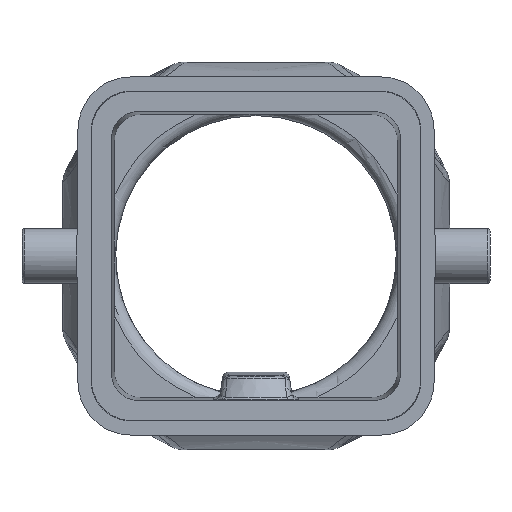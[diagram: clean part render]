
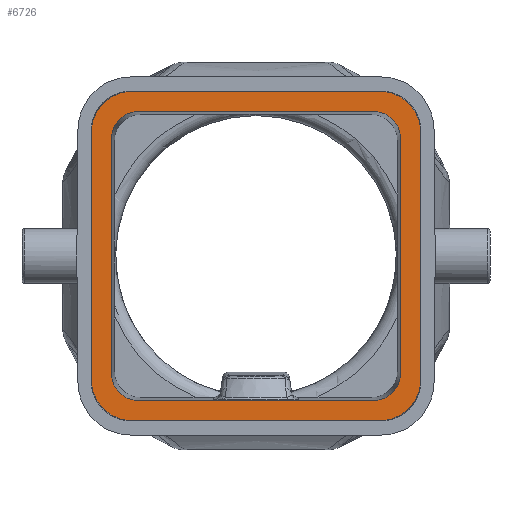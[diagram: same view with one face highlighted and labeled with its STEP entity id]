
A CAD part, left-side view. The second image highlights one B-rep face of the part: STEP entity #6726.
In plain terms, the highlighted planar face has unit normal (-1, 0, 0).
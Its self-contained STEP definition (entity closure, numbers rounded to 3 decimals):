
#77=DIRECTION('',(0.,1.,0.));
#78=VECTOR('',#77,17.6);
#79=CARTESIAN_POINT('',(3.8,-8.8,10.8));
#80=LINE('',#79,#78);
#81=DIRECTION('',(0.,0.,-1.));
#82=VECTOR('',#81,17.6);
#83=CARTESIAN_POINT('',(3.8,10.8,8.8));
#84=LINE('',#83,#82);
#85=DIRECTION('',(0.,-1.,0.));
#86=VECTOR('',#85,17.6);
#87=CARTESIAN_POINT('',(3.8,8.8,-10.8));
#88=LINE('',#87,#86);
#89=DIRECTION('',(0.,0.,1.));
#90=VECTOR('',#89,17.6);
#91=CARTESIAN_POINT('',(3.8,-10.8,-8.8));
#92=LINE('',#91,#90);
#93=CARTESIAN_POINT('',(3.8,12.3,-9.3));
#94=CARTESIAN_POINT('',(3.8,12.3,-9.8));
#95=CARTESIAN_POINT('',(3.8,12.083,-10.583));
#96=CARTESIAN_POINT('',(3.8,11.466,-11.466));
#97=CARTESIAN_POINT('',(3.8,10.583,-12.083));
#98=CARTESIAN_POINT('',(3.8,9.8,-12.3));
#99=CARTESIAN_POINT('',(3.8,9.3,-12.3));
#101=DIRECTION('',(0.,0.,-1.));
#102=VECTOR('',#101,18.6);
#103=CARTESIAN_POINT('',(3.8,12.3,9.3));
#104=LINE('',#103,#102);
#105=CARTESIAN_POINT('',(3.8,9.3,12.3));
#106=CARTESIAN_POINT('',(3.8,9.8,12.3));
#107=CARTESIAN_POINT('',(3.8,10.583,12.083));
#108=CARTESIAN_POINT('',(3.8,11.466,11.466));
#109=CARTESIAN_POINT('',(3.8,12.083,10.583));
#110=CARTESIAN_POINT('',(3.8,12.3,9.8));
#111=CARTESIAN_POINT('',(3.8,12.3,9.3));
#113=DIRECTION('',(0.,1.,0.));
#114=VECTOR('',#113,18.6);
#115=CARTESIAN_POINT('',(3.8,-9.3,12.3));
#116=LINE('',#115,#114);
#117=CARTESIAN_POINT('',(3.8,-12.3,9.3));
#118=CARTESIAN_POINT('',(3.8,-12.3,9.8));
#119=CARTESIAN_POINT('',(3.8,-12.083,10.583));
#120=CARTESIAN_POINT('',(3.8,-11.466,11.466));
#121=CARTESIAN_POINT('',(3.8,-10.583,12.083));
#122=CARTESIAN_POINT('',(3.8,-9.8,12.3));
#123=CARTESIAN_POINT('',(3.8,-9.3,12.3));
#125=DIRECTION('',(0.,0.,1.));
#126=VECTOR('',#125,18.6);
#127=CARTESIAN_POINT('',(3.8,-12.3,-9.3));
#128=LINE('',#127,#126);
#129=CARTESIAN_POINT('',(3.8,-9.3,-12.3));
#130=CARTESIAN_POINT('',(3.8,-9.8,-12.3));
#131=CARTESIAN_POINT('',(3.8,-10.583,-12.083));
#132=CARTESIAN_POINT('',(3.8,-11.466,-11.466));
#133=CARTESIAN_POINT('',(3.8,-12.083,-10.583));
#134=CARTESIAN_POINT('',(3.8,-12.3,-9.8));
#135=CARTESIAN_POINT('',(3.8,-12.3,-9.3));
#137=DIRECTION('',(0.,-1.,0.));
#138=VECTOR('',#137,18.6);
#139=CARTESIAN_POINT('',(3.8,9.3,-12.3));
#140=LINE('',#139,#138);
#391=CARTESIAN_POINT('',(3.8,-10.8,-8.8));
#392=CARTESIAN_POINT('',(3.8,-10.8,-9.133));
#393=CARTESIAN_POINT('',(3.8,-10.655,-9.655));
#394=CARTESIAN_POINT('',(3.8,-10.244,-10.244));
#395=CARTESIAN_POINT('',(3.8,-9.655,-10.655));
#396=CARTESIAN_POINT('',(3.8,-9.133,-10.8));
#397=CARTESIAN_POINT('',(3.8,-8.8,-10.8));
#407=CARTESIAN_POINT('',(3.8,-8.8,10.8));
#408=CARTESIAN_POINT('',(3.8,-9.133,10.8));
#409=CARTESIAN_POINT('',(3.8,-9.655,10.655));
#410=CARTESIAN_POINT('',(3.8,-10.244,10.244));
#411=CARTESIAN_POINT('',(3.8,-10.655,9.655));
#412=CARTESIAN_POINT('',(3.8,-10.8,9.133));
#413=CARTESIAN_POINT('',(3.8,-10.8,8.8));
#415=CARTESIAN_POINT('',(3.8,8.8,-10.8));
#416=CARTESIAN_POINT('',(3.8,9.133,-10.8));
#417=CARTESIAN_POINT('',(3.8,9.655,-10.655));
#418=CARTESIAN_POINT('',(3.8,10.244,-10.244));
#419=CARTESIAN_POINT('',(3.8,10.655,-9.655));
#420=CARTESIAN_POINT('',(3.8,10.8,-9.133));
#421=CARTESIAN_POINT('',(3.8,10.8,-8.8));
#431=CARTESIAN_POINT('',(3.8,10.8,8.8));
#432=CARTESIAN_POINT('',(3.8,10.8,9.133));
#433=CARTESIAN_POINT('',(3.8,10.655,9.655));
#434=CARTESIAN_POINT('',(3.8,10.244,10.244));
#435=CARTESIAN_POINT('',(3.8,9.655,10.655));
#436=CARTESIAN_POINT('',(3.8,9.133,10.8));
#437=CARTESIAN_POINT('',(3.8,8.8,10.8));
#5911=CARTESIAN_POINT('',(3.8,-10.8,-8.8));
#5912=VERTEX_POINT('',#5911);
#5913=CARTESIAN_POINT('',(3.8,-8.8,-10.8));
#5914=VERTEX_POINT('',#5913);
#5917=CARTESIAN_POINT('',(3.8,10.8,8.8));
#5918=VERTEX_POINT('',#5917);
#5919=CARTESIAN_POINT('',(3.8,8.8,10.8));
#5920=VERTEX_POINT('',#5919);
#5923=CARTESIAN_POINT('',(3.8,8.8,-10.8));
#5924=VERTEX_POINT('',#5923);
#5925=CARTESIAN_POINT('',(3.8,10.8,-8.8));
#5926=VERTEX_POINT('',#5925);
#5929=CARTESIAN_POINT('',(3.8,-8.8,10.8));
#5930=VERTEX_POINT('',#5929);
#5931=CARTESIAN_POINT('',(3.8,-10.8,8.8));
#5932=VERTEX_POINT('',#5931);
#5933=VERTEX_POINT('',#93);
#5934=VERTEX_POINT('',#99);
#5939=VERTEX_POINT('',#105);
#5940=VERTEX_POINT('',#111);
#5945=VERTEX_POINT('',#117);
#5946=VERTEX_POINT('',#123);
#5951=VERTEX_POINT('',#129);
#5952=VERTEX_POINT('',#135);
#6687=CARTESIAN_POINT('',(3.8,0.,0.));
#6688=DIRECTION('',(-1.,0.,0.));
#6689=DIRECTION('',(0.,1.,0.));
#6690=AXIS2_PLACEMENT_3D('',#6687,#6688,#6689);
#6691=PLANE('',#6690);
#6693=ORIENTED_EDGE('',*,*,#6692,.F.);
#6695=ORIENTED_EDGE('',*,*,#6694,.F.);
#6696=ORIENTED_EDGE('',*,*,#6678,.F.);
#6697=ORIENTED_EDGE('',*,*,#6668,.F.);
#6699=ORIENTED_EDGE('',*,*,#6698,.F.);
#6701=ORIENTED_EDGE('',*,*,#6700,.F.);
#6703=ORIENTED_EDGE('',*,*,#6702,.F.);
#6705=ORIENTED_EDGE('',*,*,#6704,.F.);
#6706=EDGE_LOOP('',(#6693,#6695,#6696,#6697,#6699,#6701,#6703,#6705));
#6707=FACE_OUTER_BOUND('',#6706,.F.);
#6709=ORIENTED_EDGE('',*,*,#6708,.T.);
#6711=ORIENTED_EDGE('',*,*,#6710,.F.);
#6713=ORIENTED_EDGE('',*,*,#6712,.T.);
#6715=ORIENTED_EDGE('',*,*,#6714,.F.);
#6717=ORIENTED_EDGE('',*,*,#6716,.T.);
#6719=ORIENTED_EDGE('',*,*,#6718,.F.);
#6721=ORIENTED_EDGE('',*,*,#6720,.T.);
#6723=ORIENTED_EDGE('',*,*,#6722,.F.);
#6724=EDGE_LOOP('',(#6709,#6711,#6713,#6715,#6717,#6719,#6721,#6723));
#6725=FACE_BOUND('',#6724,.F.);
#6726=ADVANCED_FACE('',(#6707,#6725),#6691,.T.);
#100=B_SPLINE_CURVE_WITH_KNOTS('',3,(#93,#94,#95,#96,#97,#98,#99),.UNSPECIFIED.,
.F.,.F.,(4,1,1,1,4),(0.,0.25,0.5,0.75,1.),.UNSPECIFIED.);
#112=B_SPLINE_CURVE_WITH_KNOTS('',3,(#105,#106,#107,#108,#109,#110,#111),
.UNSPECIFIED.,.F.,.F.,(4,1,1,1,4),(0.,0.25,0.5,0.75,1.),
.UNSPECIFIED.);
#124=B_SPLINE_CURVE_WITH_KNOTS('',3,(#117,#118,#119,#120,#121,#122,#123),
.UNSPECIFIED.,.F.,.F.,(4,1,1,1,4),(0.,0.25,0.5,0.75,1.),
.UNSPECIFIED.);
#136=B_SPLINE_CURVE_WITH_KNOTS('',3,(#129,#130,#131,#132,#133,#134,#135),
.UNSPECIFIED.,.F.,.F.,(4,1,1,1,4),(0.,0.25,0.5,0.75,1.),
.UNSPECIFIED.);
#398=B_SPLINE_CURVE_WITH_KNOTS('',3,(#391,#392,#393,#394,#395,#396,#397),
.UNSPECIFIED.,.F.,.F.,(4,1,1,1,4),(0.,0.25,0.5,0.75,1.),
.UNSPECIFIED.);
#414=B_SPLINE_CURVE_WITH_KNOTS('',3,(#407,#408,#409,#410,#411,#412,#413),
.UNSPECIFIED.,.F.,.F.,(4,1,1,1,4),(0.,0.25,0.5,0.75,1.),
.UNSPECIFIED.);
#422=B_SPLINE_CURVE_WITH_KNOTS('',3,(#415,#416,#417,#418,#419,#420,#421),
.UNSPECIFIED.,.F.,.F.,(4,1,1,1,4),(0.,0.25,0.5,0.75,1.),
.UNSPECIFIED.);
#438=B_SPLINE_CURVE_WITH_KNOTS('',3,(#431,#432,#433,#434,#435,#436,#437),
.UNSPECIFIED.,.F.,.F.,(4,1,1,1,4),(0.,0.25,0.5,0.75,1.),
.UNSPECIFIED.);
#6668=EDGE_CURVE('',#5946,#5939,#116,.T.);
#6678=EDGE_CURVE('',#5939,#5940,#112,.T.);
#6692=EDGE_CURVE('',#5933,#5934,#100,.T.);
#6694=EDGE_CURVE('',#5940,#5933,#104,.T.);
#6698=EDGE_CURVE('',#5945,#5946,#124,.T.);
#6700=EDGE_CURVE('',#5952,#5945,#128,.T.);
#6702=EDGE_CURVE('',#5951,#5952,#136,.T.);
#6704=EDGE_CURVE('',#5934,#5951,#140,.T.);
#6708=EDGE_CURVE('',#5930,#5920,#80,.T.);
#6710=EDGE_CURVE('',#5918,#5920,#438,.T.);
#6712=EDGE_CURVE('',#5918,#5926,#84,.T.);
#6714=EDGE_CURVE('',#5924,#5926,#422,.T.);
#6716=EDGE_CURVE('',#5924,#5914,#88,.T.);
#6718=EDGE_CURVE('',#5912,#5914,#398,.T.);
#6720=EDGE_CURVE('',#5912,#5932,#92,.T.);
#6722=EDGE_CURVE('',#5930,#5932,#414,.T.);
